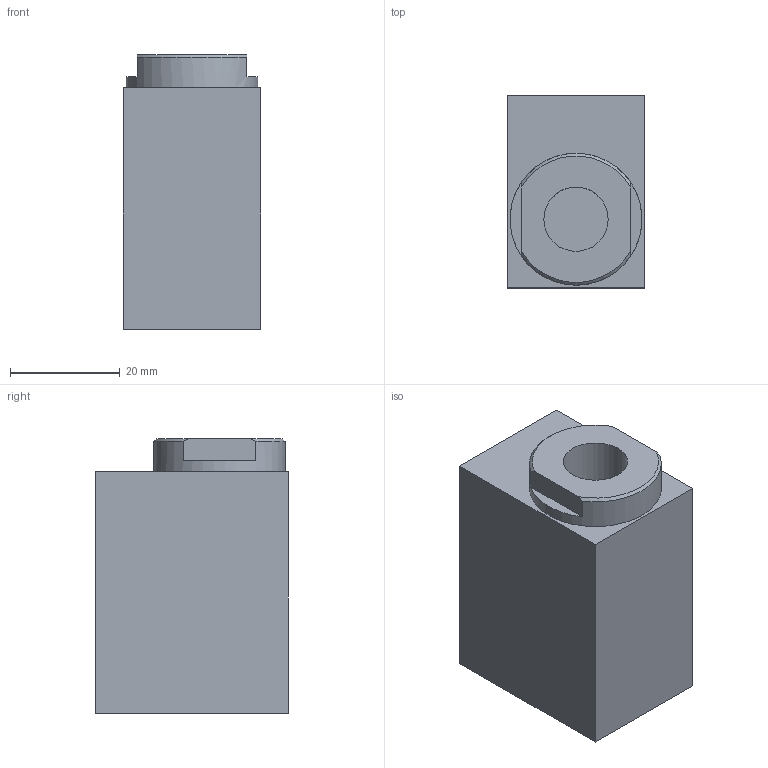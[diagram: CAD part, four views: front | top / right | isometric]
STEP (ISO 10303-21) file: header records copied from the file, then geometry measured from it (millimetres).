
FILE_DESCRIPTION(/* description */ ('SCARICO RAPIDO 1/4"'),/* implementation_level */ '2;1');
FILE_NAME(/* name */ '6_02_14.stp',/* time_stamp */ '2017-02-20T15:26:44+01:00',/* author */ ('maniean1'),/* organization */ ('Pneumax S.p.A.'),/* preprocessor_version */ 'ST-DEVELOPER v15.2',/* originating_system */ 'Autodesk Inventor 2014',/* authorisation */ '');
FILE_SCHEMA (('AUTOMOTIVE_DESIGN { 1 0 10303 214 3 1 1 }'));
Length unit declared in the file: millimetre
Products named in the file (1): 6_02_14
Bounding box: 25 x 35 x 50 mm (x, y, z)
Volume: 37516.4 mm3; surface area: 8674.4 mm2
Topology: 1 solids, 1 shells, 20 faces, 42 edges, 28 vertices
Faces by surface type: plane 14, cylinder 4, cone 2
Full cylindrical faces by diameter (mm): 11.7 x3, 24 x1
Entity records: 571 total; most frequent: CARTESIAN_POINT 93, DIRECTION 88, ORIENTED_EDGE 74, EDGE_CURVE 37, AXIS2_PLACEMENT_3D 34, EDGE_LOOP 28, VERTEX_POINT 27, STYLED_ITEM 21
